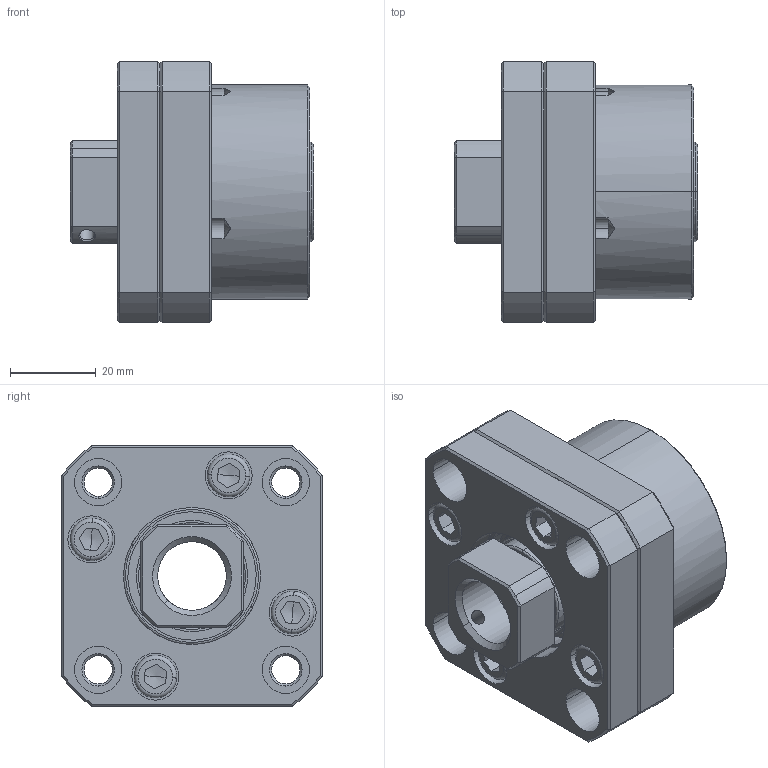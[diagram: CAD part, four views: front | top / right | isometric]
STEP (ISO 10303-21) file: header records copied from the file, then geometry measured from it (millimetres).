
FILE_DESCRIPTION (( 'STEP AP214' ), '1' );
FILE_NAME ('FKN17.step', '2020-09-08T14:37:01', ( '' ), ( '' ), 'SwSTEP 2.0', 'SolidWorks 2020', '' );
FILE_SCHEMA (( 'AUTOMOTIVE_DESIGN' ));
Length unit declared in the file: millimetre
Products named in the file (1): FKN17
Bounding box: 57 x 61 x 61 mm (x, y, z)
Volume: 98523.2 mm3; surface area: 58385.6 mm2
Topology: 39 solids, 39 shells, 565 faces, 1375 edges, 797 vertices
Faces by surface type: cylinder 195, bspline 140, plane 114, cone 108, torus 8
Entity records: 30856 total; most frequent: CARTESIAN_POINT 12603, ORIENTED_EDGE 2546, DIRECTION 2178, EDGE_CURVE 1273, AXIS2_PLACEMENT_3D 893, VERTEX_POINT 797, EDGE_LOOP 682, UNCERTAINTY_MEASURE_WITH_UNIT 606
